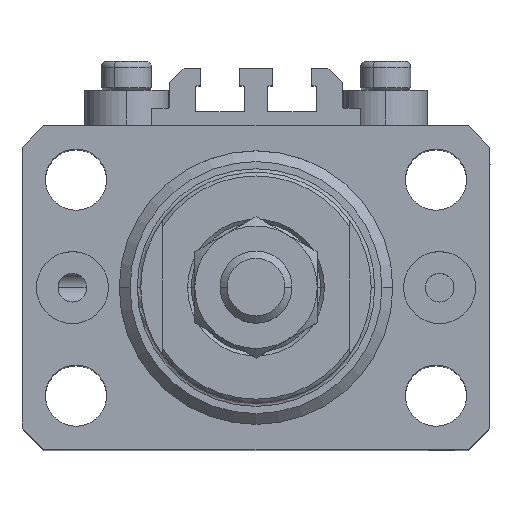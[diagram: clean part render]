
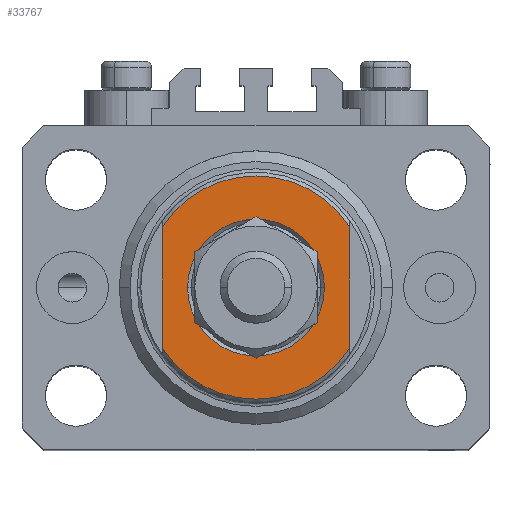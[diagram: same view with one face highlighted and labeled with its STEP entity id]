
A CAD part, top view. The second image highlights one B-rep face of the part: STEP entity #33767.
In plain terms, the highlighted face is planar.
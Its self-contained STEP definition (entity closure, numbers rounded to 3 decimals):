
#967 = DIRECTION ( 'NONE',  ( 0., 0., -1. ) ) ;
#1289 = DIRECTION ( 'NONE',  ( 0., 0., -1. ) ) ;
#1298 = EDGE_LOOP ( 'NONE', ( #18023, #31502, #32971, #39594 ) ) ;
#1445 = CARTESIAN_POINT ( 'NONE',  ( 0., 0., -6.5 ) ) ;
#1855 = CARTESIAN_POINT ( 'NONE',  ( 13., 8.441, -6.5 ) ) ;
#2015 = CARTESIAN_POINT ( 'NONE',  ( 0., 0., -6.5 ) ) ;
#4646 = DIRECTION ( 'NONE',  ( -1., 0., 0. ) ) ;
#5699 = LINE ( 'NONE', #21217, #7780 ) ;
#6434 = ORIENTED_EDGE ( 'NONE', *, *, #39898, .T. ) ;
#6548 = VERTEX_POINT ( 'NONE', #25000 ) ;
#7780 = VECTOR ( 'NONE', #32795, 1000. ) ;
#8472 = AXIS2_PLACEMENT_3D ( 'NONE', #2015, #1289, #47144 ) ;
#10805 = EDGE_CURVE ( 'NONE', #46715, #32449, #37949, .T. ) ;
#12757 = DIRECTION ( 'NONE',  ( -1., 0., 0. ) ) ;
#14860 = AXIS2_PLACEMENT_3D ( 'NONE', #30513, #45584, #12757 ) ;
#16575 = FACE_OUTER_BOUND ( 'NONE', #1298, .T. ) ;
#16577 = VERTEX_POINT ( 'NONE', #18381 ) ;
#18023 = ORIENTED_EDGE ( 'NONE', *, *, #46446, .T. ) ;
#18112 = CARTESIAN_POINT ( 'NONE',  ( -13., -8.441, -6.5 ) ) ;
#18381 = CARTESIAN_POINT ( 'NONE',  ( 9.5, 0., -6.5 ) ) ;
#21217 = CARTESIAN_POINT ( 'NONE',  ( 13., -43.081, -6.5 ) ) ;
#21722 = EDGE_CURVE ( 'NONE', #24278, #46715, #5699, .T. ) ;
#24278 = VERTEX_POINT ( 'NONE', #1855 ) ;
#25000 = CARTESIAN_POINT ( 'NONE',  ( -13., 8.441, -6.5 ) ) ;
#26892 = AXIS2_PLACEMENT_3D ( 'NONE', #1445, #967, #35207 ) ;
#27313 = CARTESIAN_POINT ( 'NONE',  ( 0., 0., -6.5 ) ) ;
#28616 = FACE_BOUND ( 'NONE', #40187, .T. ) ;
#29031 = DIRECTION ( 'NONE',  ( 0., 0., -1. ) ) ;
#29742 = CIRCLE ( 'NONE', #38420, 9.5 ) ;
#30513 = CARTESIAN_POINT ( 'NONE',  ( 0., 0., -6.5 ) ) ;
#30775 = DIRECTION ( 'NONE',  ( 0., 0., 1. ) ) ;
#31502 = ORIENTED_EDGE ( 'NONE', *, *, #21722, .T. ) ;
#32449 = VERTEX_POINT ( 'NONE', #18112 ) ;
#32795 = DIRECTION ( 'NONE',  ( 0., -1., 0. ) ) ;
#32971 = ORIENTED_EDGE ( 'NONE', *, *, #10805, .T. ) ;
#32975 = CARTESIAN_POINT ( 'NONE',  ( 0., 0., -6.5 ) ) ;
#33347 = CARTESIAN_POINT ( 'NONE',  ( 13., -8.441, -6.5 ) ) ;
#33592 = VECTOR ( 'NONE', #43867, 1000. ) ;
#33767 = ADVANCED_FACE ( 'NONE', ( #28616, #16575 ), #36008, .T. ) ;
#34095 = AXIS2_PLACEMENT_3D ( 'NONE', #32975, #29031, #36683 ) ;
#34733 = EDGE_CURVE ( 'NONE', #16577, #48448, #29742, .T. ) ;
#35207 = DIRECTION ( 'NONE',  ( -1., 0., 0. ) ) ;
#36008 = PLANE ( 'NONE',  #8472 ) ;
#36108 = CIRCLE ( 'NONE', #14860, 9.5 ) ;
#36209 = CARTESIAN_POINT ( 'NONE',  ( -13., -43.081, -6.5 ) ) ;
#36683 = DIRECTION ( 'NONE',  ( -1., 0., 0. ) ) ;
#37949 = CIRCLE ( 'NONE', #26892, 15.5 ) ;
#38420 = AXIS2_PLACEMENT_3D ( 'NONE', #27313, #30775, #4646 ) ;
#38823 = CIRCLE ( 'NONE', #34095, 15.5 ) ;
#39594 = ORIENTED_EDGE ( 'NONE', *, *, #41829, .F. ) ;
#39898 = EDGE_CURVE ( 'NONE', #48448, #16577, #36108, .T. ) ;
#40187 = EDGE_LOOP ( 'NONE', ( #6434, #42230 ) ) ;
#41829 = EDGE_CURVE ( 'NONE', #6548, #32449, #46866, .T. ) ;
#42230 = ORIENTED_EDGE ( 'NONE', *, *, #34733, .T. ) ;
#43867 = DIRECTION ( 'NONE',  ( 0., -1., 0. ) ) ;
#45584 = DIRECTION ( 'NONE',  ( 0., 0., 1. ) ) ;
#46446 = EDGE_CURVE ( 'NONE', #6548, #24278, #38823, .T. ) ;
#46715 = VERTEX_POINT ( 'NONE', #33347 ) ;
#46866 = LINE ( 'NONE', #36209, #33592 ) ;
#47144 = DIRECTION ( 'NONE',  ( -1., 0., 0. ) ) ;
#48011 = CARTESIAN_POINT ( 'NONE',  ( -9.5, 0., -6.5 ) ) ;
#48448 = VERTEX_POINT ( 'NONE', #48011 ) ;
